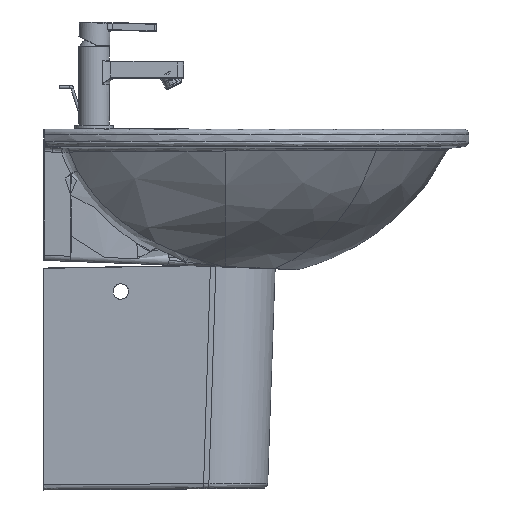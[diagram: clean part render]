
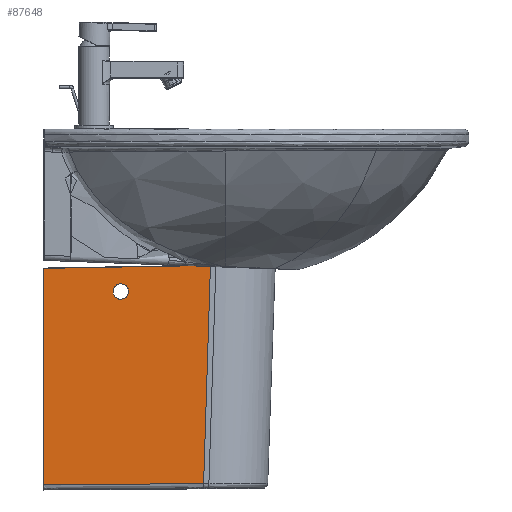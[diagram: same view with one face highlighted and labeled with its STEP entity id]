
A CAD part, front view. The second image highlights one B-rep face of the part: STEP entity #87648.
In plain terms, the highlighted free-form (B-spline) face has degree [5, 1] with [6, 2] control points.
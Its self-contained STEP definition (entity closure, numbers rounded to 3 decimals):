
#86804=CARTESIAN_POINT('',(216.018,-85.679,3.771));
#86805=VERTEX_POINT('',#86804);
#87022=CARTESIAN_POINT('',(0.,-90.,0.));
#87023=VERTEX_POINT('',#87022);
#87033=CARTESIAN_POINT('',(0.,-90.,0.));
#87034=CARTESIAN_POINT('',(43.204,-89.136,0.754));
#87035=CARTESIAN_POINT('',(86.407,-88.272,1.508));
#87036=CARTESIAN_POINT('',(129.611,-87.407,2.262));
#87037=CARTESIAN_POINT('',(172.814,-86.543,3.016));
#87038=CARTESIAN_POINT('',(216.018,-85.679,3.771));
#87039=B_SPLINE_CURVE_WITH_KNOTS('',5,(#87033,#87034,#87035,#87036,#87037,#87038),.UNSPECIFIED.,.F.,.U.,(6,6),(0.0,211.624),.UNSPECIFIED.);
#87040=EDGE_CURVE('',#86805,#87023,#87039,.F.);
#87249=CARTESIAN_POINT('',(90.0,-87.321,-30.0));
#87250=VERTEX_POINT('',#87249);
#87251=CARTESIAN_POINT('',(110.0,-86.911,-30.0));
#87252=VERTEX_POINT('',#87251);
#87253=CARTESIAN_POINT('',(90.0,-87.321,-30.));
#87254=CARTESIAN_POINT('',(90.0,-87.303,-30.642));
#87255=CARTESIAN_POINT('',(90.062,-87.284,-31.283));
#87256=CARTESIAN_POINT('',(90.318,-87.242,-32.598));
#87257=CARTESIAN_POINT('',(90.523,-87.219,-33.268));
#87258=CARTESIAN_POINT('',(91.282,-87.154,-35.054));
#87259=CARTESIAN_POINT('',(91.977,-87.11,-36.097));
#87260=CARTESIAN_POINT('',(93.77,-87.023,-37.933));
#87261=CARTESIAN_POINT('',(94.874,-86.979,-38.687));
#87262=CARTESIAN_POINT('',(97.304,-86.901,-39.719));
#87263=CARTESIAN_POINT('',(98.605,-86.866,-39.989));
#87264=CARTESIAN_POINT('',(101.247,-86.812,-40.01));
#87265=CARTESIAN_POINT('',(102.563,-86.792,-39.757));
#87266=CARTESIAN_POINT('',(105.014,-86.77,-38.753));
#87267=CARTESIAN_POINT('',(106.126,-86.768,-38.014));
#87268=CARTESIAN_POINT('',(107.899,-86.781,-36.245));
#87269=CARTESIAN_POINT('',(108.582,-86.794,-35.267));
#87270=CARTESIAN_POINT('',(109.394,-86.826,-33.51));
#87271=CARTESIAN_POINT('',(109.631,-86.841,-32.793));
#87272=CARTESIAN_POINT('',(109.928,-86.874,-31.381));
#87273=CARTESIAN_POINT('',(110.,-86.892,-30.691));
#87274=CARTESIAN_POINT('',(110.0,-86.911,-30.));
#87275=B_SPLINE_CURVE_WITH_KNOTS('',3,(#87253,#87254,#87255,#87256,#87257,#87258,#87259,#87260,#87261,#87262,#87263,#87264,#87265,#87266,#87267,#87268,#87269,#87270,#87271,#87272,#87273,#87274),.UNSPECIFIED.,.F.,.U.,(4,2,2,2,2,2,2,2,2,2,4),(0.,0.193,0.402,0.775,1.173,1.568,1.966,2.362,2.717,2.943,3.15),.UNSPECIFIED.);
#87276=EDGE_CURVE('',#87250,#87252,#87275,.T.);
#87278=CARTESIAN_POINT('',(110.0,-86.911,-30.));
#87279=CARTESIAN_POINT('',(110.,-86.929,-29.359));
#87280=CARTESIAN_POINT('',(109.938,-86.948,-28.719));
#87281=CARTESIAN_POINT('',(109.683,-86.99,-27.405));
#87282=CARTESIAN_POINT('',(109.478,-87.013,-26.736));
#87283=CARTESIAN_POINT('',(108.719,-87.078,-24.948));
#87284=CARTESIAN_POINT('',(108.023,-87.121,-23.903));
#87285=CARTESIAN_POINT('',(106.228,-87.209,-22.065));
#87286=CARTESIAN_POINT('',(105.124,-87.253,-21.311));
#87287=CARTESIAN_POINT('',(102.694,-87.331,-20.28));
#87288=CARTESIAN_POINT('',(101.394,-87.365,-20.011));
#87289=CARTESIAN_POINT('',(98.752,-87.42,-19.99));
#87290=CARTESIAN_POINT('',(97.437,-87.44,-20.244));
#87291=CARTESIAN_POINT('',(94.986,-87.462,-21.247));
#87292=CARTESIAN_POINT('',(93.874,-87.464,-21.986));
#87293=CARTESIAN_POINT('',(92.097,-87.451,-23.759));
#87294=CARTESIAN_POINT('',(91.412,-87.438,-24.742));
#87295=CARTESIAN_POINT('',(90.602,-87.406,-26.502));
#87296=CARTESIAN_POINT('',(90.366,-87.391,-27.217));
#87297=CARTESIAN_POINT('',(90.071,-87.357,-28.625));
#87298=CARTESIAN_POINT('',(90.,-87.34,-29.312));
#87299=CARTESIAN_POINT('',(90.,-87.321,-30.));
#87300=B_SPLINE_CURVE_WITH_KNOTS('',3,(#87278,#87279,#87280,#87281,#87282,#87283,#87284,#87285,#87286,#87287,#87288,#87289,#87290,#87291,#87292,#87293,#87294,#87295,#87296,#87297,#87298,#87299),.UNSPECIFIED.,.F.,.U.,(4,2,2,2,2,2,2,2,2,2,4),(0.,0.192,0.402,0.776,1.173,1.568,1.966,2.362,2.719,2.944,3.15),.UNSPECIFIED.);
#87301=EDGE_CURVE('',#87252,#87250,#87300,.T.);
#87446=CARTESIAN_POINT('',(207.223,-78.026,-278.748));
#87447=VERTEX_POINT('',#87446);
#87448=CARTESIAN_POINT('',(207.223,-78.026,-278.748));
#87449=DIRECTION('',(0.031,-0.027,0.999));
#87450=VECTOR('',#87449,282.759);
#87451=LINE('',#87448,#87450);
#87452=EDGE_CURVE('',#87447,#86805,#87451,.T.);
#87485=CARTESIAN_POINT('',(0.,-82.173,-280.196));
#87486=VERTEX_POINT('',#87485);
#87498=CARTESIAN_POINT('',(0.,-82.173,-280.196));
#87499=DIRECTION('',(0.,-0.028,1.));
#87500=VECTOR('',#87499,280.306);
#87501=LINE('',#87498,#87500);
#87502=EDGE_CURVE('',#87486,#87023,#87501,.T.);
#87620=CARTESIAN_POINT('',(0.,-82.172,-280.248));
#87621=CARTESIAN_POINT('',(41.444,-81.343,-279.948));
#87622=CARTESIAN_POINT('',(82.889,-80.514,-279.648));
#87623=CARTESIAN_POINT('',(124.334,-79.685,-279.348));
#87624=CARTESIAN_POINT('',(165.778,-78.856,-279.048));
#87625=CARTESIAN_POINT('',(207.223,-78.026,-278.748));
#87626=CARTESIAN_POINT('',(0.,-90.,0.));
#87627=CARTESIAN_POINT('',(43.204,-89.136,0.754));
#87628=CARTESIAN_POINT('',(86.407,-88.271,1.508));
#87629=CARTESIAN_POINT('',(129.611,-87.407,2.262));
#87630=CARTESIAN_POINT('',(172.814,-86.543,3.017));
#87631=CARTESIAN_POINT('',(216.018,-85.679,3.771));
#87632=B_SPLINE_SURFACE_WITH_KNOTS('',5,1,((#87620,#87626),(#87621,#87627),(#87622,#87628),(#87623,#87629),(#87624,#87630),(#87625,#87631)),.UNSPECIFIED.,.F.,.F.,.U.,(6,6),(2,2),(0.,211.624),(6.783,288.33),.UNSPECIFIED.);
#87633=ORIENTED_EDGE('',*,*,#87452,.T.);
#87634=ORIENTED_EDGE('',*,*,#87040,.T.);
#87635=ORIENTED_EDGE('',*,*,#87502,.F.);
#87636=CARTESIAN_POINT('',(207.223,-78.026,-278.748));
#87637=DIRECTION('',(-1.,-0.02,-0.007));
#87638=VECTOR('',#87637,207.269);
#87639=LINE('',#87636,#87638);
#87640=EDGE_CURVE('',#87486,#87447,#87639,.F.);
#87641=ORIENTED_EDGE('',*,*,#87640,.T.);
#87642=EDGE_LOOP('',(#87633,#87634,#87635,#87641));
#87643=FACE_OUTER_BOUND('',#87642,.T.);
#87644=ORIENTED_EDGE('',*,*,#87276,.F.);
#87645=ORIENTED_EDGE('',*,*,#87301,.F.);
#87646=EDGE_LOOP('',(#87644,#87645));
#87647=FACE_BOUND('',#87646,.T.);
#87648=ADVANCED_FACE('',(#87643,#87647),#87632,.T.);
